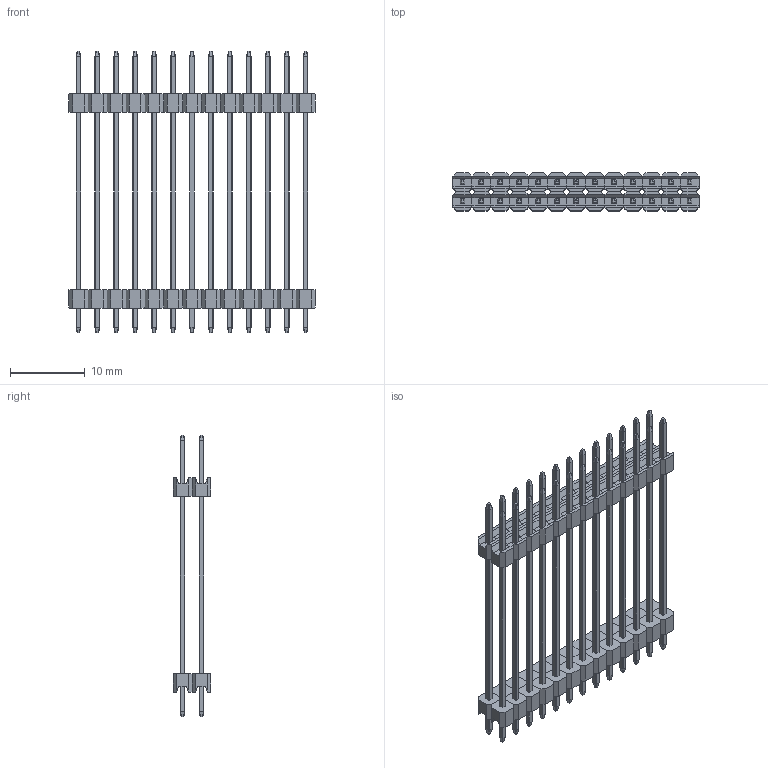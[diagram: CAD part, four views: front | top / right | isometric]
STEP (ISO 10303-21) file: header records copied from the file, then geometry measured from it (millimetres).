
FILE_DESCRIPTION(/* description */ (''),/* implementation_level */ '2;1');
FILE_NAME(/* name */ '2x13 Male Pim Header 37.80mm Pitch 2.54mm.stp',/* time_stamp */ '2019-10-22T08:56:56+02:00',/* author */ ('PCB-Tech'),/* organization */ (''),/* preprocessor_version */ 'ST-DEVELOPER v18',/* originating_system */ 'Autodesk Inventor 2020',/* authorisation */ '');
FILE_SCHEMA (('AUTOMOTIVE_DESIGN { 1 0 10303 214 3 1 1 }'));
Length unit declared in the file: millimetre
Products named in the file (5): 2x13 Male Pim Header 37.80mm Pitch 2.54mm; Male Pin 37.80mm; Insulator; Male Pin 37.80mm_MIR; Insulator_MIR
Assembly tree (78 placements, depth 2):
  2x13 Male Pim Header 37.80mm Pitch 2.54mm
    Male Pin 37.80mm  x13
    Insulator  x26
    Male Pin 37.80mm_MIR  x13
    Insulator_MIR  x26
Bounding box: 33.02 x 5.08 x 37.8 mm (x, y, z)
Volume: 994.5 mm3; surface area: 4370.3 mm2
Topology: 78 solids, 78 shells, 2236 faces, 5616 edges, 3536 vertices
Faces by surface type: plane 2236
Entity records: 4466 total; most frequent: DIRECTION 734, CARTESIAN_POINT 715, ORIENTED_EDGE 624, LINE 312, VECTOR 312, EDGE_CURVE 312, AXIS2_PLACEMENT_3D 211, VERTEX_POINT 192
